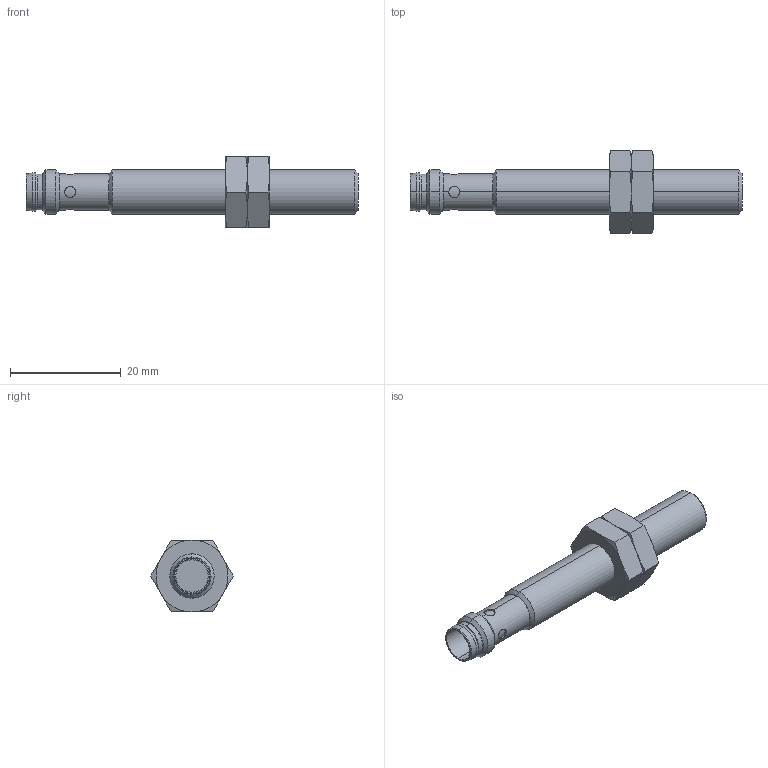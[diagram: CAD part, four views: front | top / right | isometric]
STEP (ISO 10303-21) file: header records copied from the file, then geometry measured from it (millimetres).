
FILE_DESCRIPTION (( 'STEP AP214' ), '1' );
FILE_NAME ('MAE-AP-1F.step', '2018-04-17T19:30:31', ( '' ), ( '' ), 'SwSTEP 2.0', 'SolidWorks 2017', '' );
FILE_SCHEMA (( 'AUTOMOTIVE_DESIGN' ));
Length unit declared in the file: inch
Products named in the file (1): MAE-AP-1F
Bounding box: 60 x 15.01 x 13 mm (x, y, z)
Volume: 3489.2 mm3; surface area: 2601.4 mm2
Topology: 3 solids, 3 shells, 97 faces, 202 edges, 117 vertices
Faces by surface type: cone 44, cylinder 29, plane 22, bspline 2
Entity records: 4161 total; most frequent: CARTESIAN_POINT 864, ORIENTED_EDGE 404, DIRECTION 403, EDGE_CURVE 202, AXIS2_PLACEMENT_3D 172, VERTEX_POINT 117, EDGE_LOOP 107, UNCERTAINTY_MEASURE_WITH_UNIT 102
